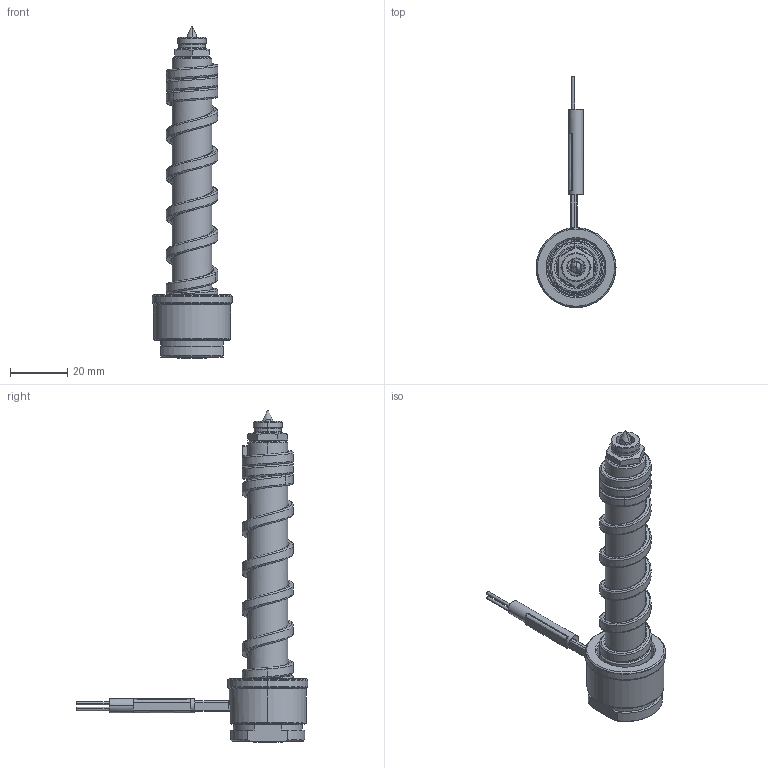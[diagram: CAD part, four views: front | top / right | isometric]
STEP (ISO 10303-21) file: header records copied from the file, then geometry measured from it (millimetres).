
FILE_DESCRIPTION((''),'2;1');
FILE_NAME('ML-116-BKU-N','2014-03-03T',('Íàòàëüÿ'),('IMID'),'PRO/ENGINEER BY PARAMETRIC TECHNOLOGY CORPORATION, 2010180','PRO/ENGINEER BY PARAMETRIC TECHNOLOGY CORPORATION, 2010180','');
FILE_SCHEMA(('CONFIG_CONTROL_DESIGN'));
Length unit declared in the file: millimetre
Products named in the file (1): ML-116-BKU-N
Bounding box: 28 x 81 x 116.2 mm (x, y, z)
Volume: 25511.3 mm3; surface area: 16760.4 mm2
Topology: 1 solids, 9 shells, 341 faces, 915 edges, 550 vertices
Faces by surface type: cylinder 103, bspline 76, plane 58, cone 58, torus 28, revolution 9, extrusion 7, sphere 2
Entity records: 20480 total; most frequent: CARTESIAN_POINT 12445, ORIENTED_EDGE 1802, DIRECTION 1486, EDGE_CURVE 913, AXIS2_PLACEMENT_3D 591, VERTEX_POINT 550, EDGE_LOOP 367, FACE_OUTER_BOUND 341
